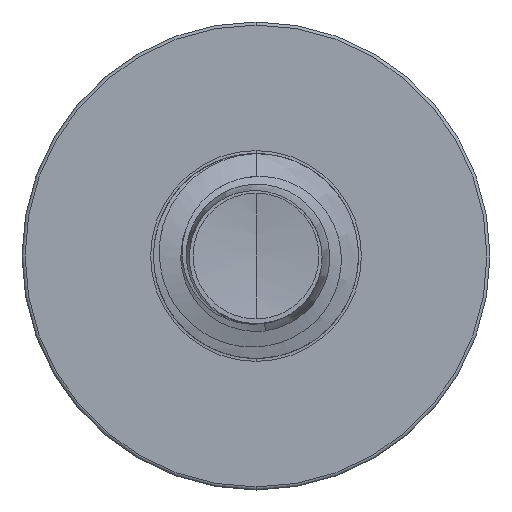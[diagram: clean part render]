
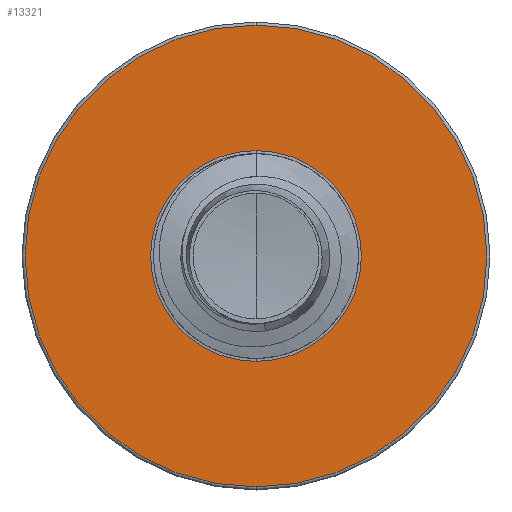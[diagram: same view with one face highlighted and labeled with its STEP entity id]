
A CAD part, front view. The second image highlights one B-rep face of the part: STEP entity #13321.
In plain terms, the highlighted planar face has unit normal (0, -1, 0).
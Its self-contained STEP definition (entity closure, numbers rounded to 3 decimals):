
#223 = AXIS2_PLACEMENT_3D ( 'NONE', #11575, #1957, #13128 ) ;
#431 = CARTESIAN_POINT ( 'NONE',  ( 0., 4.5, -0.721 ) ) ;
#1957 = DIRECTION ( 'NONE',  ( 0., 1., 0. ) ) ;
#2061 = ORIENTED_EDGE ( 'NONE', *, *, #5388, .T. ) ;
#2122 = FACE_OUTER_BOUND ( 'NONE', #14127, .T. ) ;
#2752 = ORIENTED_EDGE ( 'NONE', *, *, #4360, .F. ) ;
#3437 = DIRECTION ( 'NONE',  ( 0., 1., 0. ) ) ;
#3733 = AXIS2_PLACEMENT_3D ( 'NONE', #4862, #7958, #18630 ) ;
#4314 = EDGE_CURVE ( 'NONE', #18090, #10163, #11258, .T. ) ;
#4360 = EDGE_CURVE ( 'NONE', #16592, #10050, #11439, .T. ) ;
#4846 = DIRECTION ( 'NONE',  ( 0., 1., 0. ) ) ;
#4862 = CARTESIAN_POINT ( 'NONE',  ( 0., 4.5, -0.721 ) ) ;
#4876 = ORIENTED_EDGE ( 'NONE', *, *, #5516, .F. ) ;
#4893 = CARTESIAN_POINT ( 'NONE',  ( 0., 4.5, 0. ) ) ;
#5388 = EDGE_CURVE ( 'NONE', #10163, #18090, #15920, .T. ) ;
#5516 = EDGE_CURVE ( 'NONE', #10050, #16592, #11219, .T. ) ;
#5542 = AXIS2_PLACEMENT_3D ( 'NONE', #14184, #4846, #15633 ) ;
#6555 = DIRECTION ( 'NONE',  ( 0., 0., 1. ) ) ;
#6638 = AXIS2_PLACEMENT_3D ( 'NONE', #12952, #3437, #14446 ) ;
#7479 = CARTESIAN_POINT ( 'NONE',  ( 0., 4.5, -1.579 ) ) ;
#7706 = CARTESIAN_POINT ( 'NONE',  ( 0., 4.5, 0.721 ) ) ;
#7958 = DIRECTION ( 'NONE',  ( 0., 1., 0. ) ) ;
#8638 = CARTESIAN_POINT ( 'NONE',  ( 0., 4.5, 1.579 ) ) ;
#10050 = VERTEX_POINT ( 'NONE', #8638 ) ;
#10163 = VERTEX_POINT ( 'NONE', #431 ) ;
#10237 = FACE_BOUND ( 'NONE', #15378, .T. ) ;
#10513 = ORIENTED_EDGE ( 'NONE', *, *, #4314, .T. ) ;
#11219 = CIRCLE ( 'NONE', #223, 1.579 ) ;
#11258 = CIRCLE ( 'NONE', #5542, 0.721 ) ;
#11439 = CIRCLE ( 'NONE', #6638, 1.579 ) ;
#11575 = CARTESIAN_POINT ( 'NONE',  ( 0., 4.5, 0. ) ) ;
#12952 = CARTESIAN_POINT ( 'NONE',  ( 0., 4.5, 0. ) ) ;
#13128 = DIRECTION ( 'NONE',  ( 0., 0., 1. ) ) ;
#13321 = ADVANCED_FACE ( 'NONE', ( #2122, #10237 ), #17136, .F. ) ;
#14127 = EDGE_LOOP ( 'NONE', ( #4876, #2752 ) ) ;
#14184 = CARTESIAN_POINT ( 'NONE',  ( 0., 4.5, 0. ) ) ;
#14446 = DIRECTION ( 'NONE',  ( 0., 0., 1. ) ) ;
#15378 = EDGE_LOOP ( 'NONE', ( #10513, #2061 ) ) ;
#15633 = DIRECTION ( 'NONE',  ( 0., 0., 1. ) ) ;
#15673 = DIRECTION ( 'NONE',  ( 0., 1., 0. ) ) ;
#15920 = CIRCLE ( 'NONE', #16439, 0.721 ) ;
#16439 = AXIS2_PLACEMENT_3D ( 'NONE', #4893, #15673, #6555 ) ;
#16592 = VERTEX_POINT ( 'NONE', #7479 ) ;
#17136 = PLANE ( 'NONE',  #3733 ) ;
#18090 = VERTEX_POINT ( 'NONE', #7706 ) ;
#18630 = DIRECTION ( 'NONE',  ( 0., 0., 1. ) ) ;
